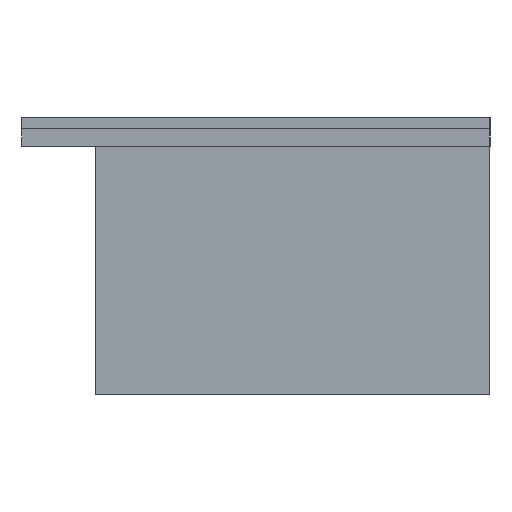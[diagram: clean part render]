
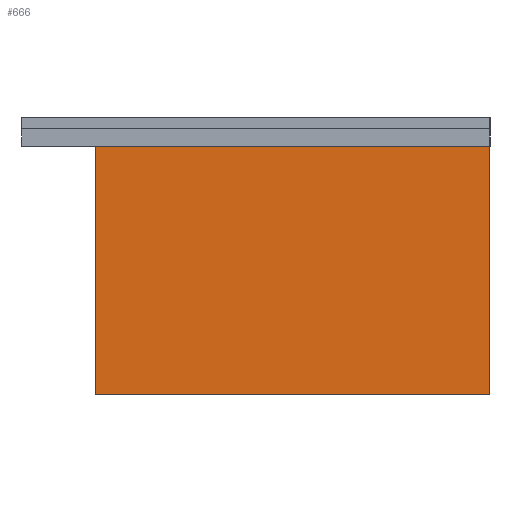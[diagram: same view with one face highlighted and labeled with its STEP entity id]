
A CAD part, left-side view. The second image highlights one B-rep face of the part: STEP entity #666.
In plain terms, the highlighted planar face has unit normal (-1, 0, 0).
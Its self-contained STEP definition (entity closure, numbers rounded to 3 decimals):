
#76=FACE_OUTER_BOUND('',#116,.T.);
#116=EDGE_LOOP('',(#551,#552,#553,#554));
#171=LINE('',#1066,#247);
#179=LINE('',#1081,#255);
#180=LINE('',#1084,#256);
#181=LINE('',#1085,#257);
#247=VECTOR('',#880,10.);
#255=VECTOR('',#892,10.);
#256=VECTOR('',#895,10.);
#257=VECTOR('',#896,10.);
#315=VERTEX_POINT('',#1064);
#316=VERTEX_POINT('',#1065);
#321=VERTEX_POINT('',#1079);
#322=VERTEX_POINT('',#1083);
#395=EDGE_CURVE('',#315,#316,#171,.T.);
#403=EDGE_CURVE('',#321,#316,#179,.T.);
#404=EDGE_CURVE('',#321,#322,#180,.T.);
#405=EDGE_CURVE('',#322,#315,#181,.T.);
#551=ORIENTED_EDGE('',*,*,#404,.F.);
#552=ORIENTED_EDGE('',*,*,#403,.T.);
#553=ORIENTED_EDGE('',*,*,#395,.F.);
#554=ORIENTED_EDGE('',*,*,#405,.F.);
#627=PLANE('',#736);
#666=ADVANCED_FACE('',(#76),#627,.T.);
#736=AXIS2_PLACEMENT_3D('',#1082,#893,#894);
#880=DIRECTION('',(0.,1.,0.));
#892=DIRECTION('',(0.,0.,-1.));
#893=DIRECTION('center_axis',(-1.,0.,0.));
#894=DIRECTION('ref_axis',(0.,1.,0.));
#895=DIRECTION('',(0.,-1.,0.));
#896=DIRECTION('',(0.,0.,-1.));
#1064=CARTESIAN_POINT('',(-67.5,0.,-91.));
#1065=CARTESIAN_POINT('',(-67.5,135.,-91.));
#1066=CARTESIAN_POINT('',(-67.5,135.,-91.));
#1079=CARTESIAN_POINT('',(-67.5,135.,-6.));
#1081=CARTESIAN_POINT('',(-67.5,135.,4.));
#1082=CARTESIAN_POINT('Origin',(-67.5,0.,4.));
#1083=CARTESIAN_POINT('',(-67.5,0.,-6.));
#1084=CARTESIAN_POINT('',(-67.5,0.,-6.));
#1085=CARTESIAN_POINT('',(-67.5,0.,4.));
